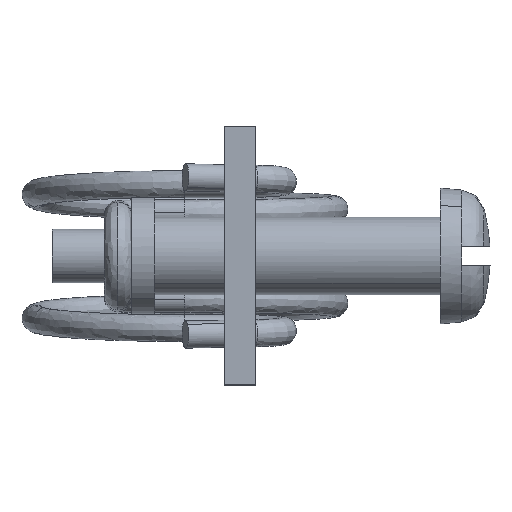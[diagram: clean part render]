
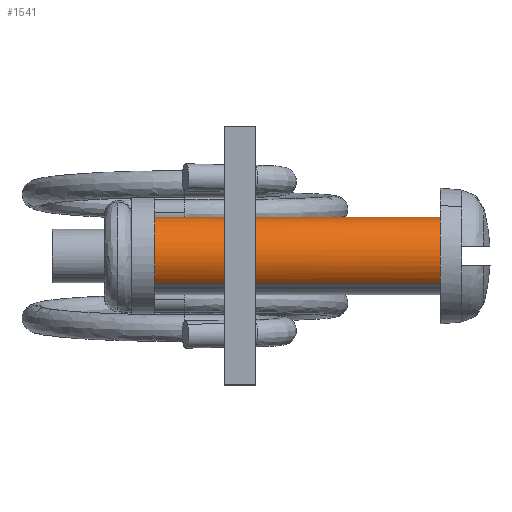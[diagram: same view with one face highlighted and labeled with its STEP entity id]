
A CAD part, top view. The second image highlights one B-rep face of the part: STEP entity #1541.
In plain terms, the highlighted free-form (B-spline) face has degree [2, 1] with [5, 2] control points.
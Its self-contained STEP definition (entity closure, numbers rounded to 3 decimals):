
#813=CARTESIAN_POINT('',(-14.7,-1.402,1.427));
#814=VERTEX_POINT('',#813);
#825=CARTESIAN_POINT('',(-14.7,0.0,2.0));
#826=VERTEX_POINT('',#825);
#827=CARTESIAN_POINT('',(-14.7,0.0,2.0));
#828=CARTESIAN_POINT('',(-14.7,-0.202,2.));
#829=CARTESIAN_POINT('',(-14.7,-0.485,1.957));
#830=CARTESIAN_POINT('',(-14.7,-0.856,1.815));
#831=CARTESIAN_POINT('',(-14.7,-1.133,1.661));
#832=CARTESIAN_POINT('',(-14.7,-1.315,1.512));
#833=CARTESIAN_POINT('',(-14.7,-1.402,1.427));
#834=B_SPLINE_CURVE_WITH_KNOTS('',3,(#827,#828,#829,#830,#831,#832,#833),.UNSPECIFIED.,.F.,.U.,(4,1,1,1,4),(0.,0.607,0.849,1.189,1.553),.UNSPECIFIED.);
#835=EDGE_CURVE('',#826,#814,#834,.T.);
#837=CARTESIAN_POINT('',(-14.7,2.,0.));
#838=VERTEX_POINT('',#837);
#839=CARTESIAN_POINT('',(-14.7,2.,0.));
#840=CARTESIAN_POINT('',(-14.7,2.,0.115));
#841=CARTESIAN_POINT('',(-14.7,1.98,0.344));
#842=CARTESIAN_POINT('',(-14.7,1.89,0.685));
#843=CARTESIAN_POINT('',(-14.7,1.759,0.968));
#844=CARTESIAN_POINT('',(-14.7,1.583,1.235));
#845=CARTESIAN_POINT('',(-14.7,1.374,1.467));
#846=CARTESIAN_POINT('',(-14.7,1.07,1.705));
#847=CARTESIAN_POINT('',(-14.7,0.732,1.875));
#848=CARTESIAN_POINT('',(-14.7,0.36,1.978));
#849=CARTESIAN_POINT('',(-14.7,0.123,2.));
#850=CARTESIAN_POINT('',(-14.7,0.0,2.0));
#851=B_SPLINE_CURVE_WITH_KNOTS('',3,(#839,#840,#841,#842,#843,#844,#845,#846,#847,#848,#849,#850),.UNSPECIFIED.,.F.,.U.,(4,1,1,1,1,1,1,1,1,4),(0.,0.344,0.687,1.055,1.276,1.644,1.988,2.43,2.773,3.142),.UNSPECIFIED.);
#852=EDGE_CURVE('',#838,#826,#851,.T.);
#854=CARTESIAN_POINT('',(-14.7,1.402,-1.427));
#855=VERTEX_POINT('',#854);
#856=CARTESIAN_POINT('',(-14.7,1.402,-1.427));
#857=CARTESIAN_POINT('',(-14.7,1.49,-1.34));
#858=CARTESIAN_POINT('',(-14.7,1.635,-1.168));
#859=CARTESIAN_POINT('',(-14.7,1.825,-0.847));
#860=CARTESIAN_POINT('',(-14.7,1.964,-0.463));
#861=CARTESIAN_POINT('',(-14.7,2.,-0.157));
#862=CARTESIAN_POINT('',(-14.7,2.,0.));
#863=B_SPLINE_CURVE_WITH_KNOTS('',3,(#856,#857,#858,#859,#860,#861,#862),.UNSPECIFIED.,.F.,.U.,(4,1,1,1,4),(0.,0.372,0.67,1.117,1.588),.UNSPECIFIED.);
#864=EDGE_CURVE('',#855,#838,#863,.T.);
#1420=CARTESIAN_POINT('',(0.,1.402,-1.427));
#1421=VERTEX_POINT('',#1420);
#1422=CARTESIAN_POINT('',(0.,1.402,-1.427));
#1423=CARTESIAN_POINT('',(-14.7,1.402,-1.427));
#1424=QUASI_UNIFORM_CURVE('',1,(#1422,#1423),.UNSPECIFIED.,.F.,.U.);
#1425=EDGE_CURVE('',#1421,#855,#1424,.T.);
#1455=CARTESIAN_POINT('',(0.,-1.402,1.427));
#1456=VERTEX_POINT('',#1455);
#1467=CARTESIAN_POINT('',(0.,-1.402,1.427));
#1468=CARTESIAN_POINT('',(-14.7,-1.402,1.427));
#1469=QUASI_UNIFORM_CURVE('',1,(#1467,#1468),.UNSPECIFIED.,.F.,.U.);
#1470=EDGE_CURVE('',#1456,#814,#1469,.T.);
#1477=CARTESIAN_POINT('',(0.368,-1.402,1.427));
#1478=CARTESIAN_POINT('',(0.368,0.025,2.828));
#1479=CARTESIAN_POINT('',(0.368,1.427,1.402));
#1480=CARTESIAN_POINT('',(0.368,2.828,-0.025));
#1481=CARTESIAN_POINT('',(0.368,1.402,-1.427));
#1482=CARTESIAN_POINT('',(-15.077,-1.402,1.427));
#1483=CARTESIAN_POINT('',(-15.077,0.025,2.828));
#1484=CARTESIAN_POINT('',(-15.077,1.427,1.402));
#1485=CARTESIAN_POINT('',(-15.077,2.828,-0.025));
#1486=CARTESIAN_POINT('',(-15.077,1.402,-1.427));
#1494=(BOUNDED_SURFACE()B_SPLINE_SURFACE(2,1,((#1477,#1482),(#1478,#1483),(#1479,#1484),(#1480,#1485),(#1481,#1486)),.UNSPECIFIED.,.F.,.F.,.U.)B_SPLINE_SURFACE_WITH_KNOTS((3,2,3),(2,2),(0.0,3.314,6.627),(0.0,15.444),.UNSPECIFIED.)GEOMETRIC_REPRESENTATION_ITEM()RATIONAL_B_SPLINE_SURFACE(((1.0,1.0),(0.707,0.707),(1.0,1.0),(0.707,0.707),(1.0,1.0)))REPRESENTATION_ITEM('')SURFACE());
#1495=ORIENTED_EDGE('',*,*,#864,.T.);
#1496=ORIENTED_EDGE('',*,*,#852,.T.);
#1497=ORIENTED_EDGE('',*,*,#835,.T.);
#1498=ORIENTED_EDGE('',*,*,#1470,.F.);
#1499=CARTESIAN_POINT('',(0.,0.0,2.0));
#1500=VERTEX_POINT('',#1499);
#1501=CARTESIAN_POINT('',(0.,-1.402,1.427));
#1502=CARTESIAN_POINT('',(0.,-1.327,1.5));
#1503=CARTESIAN_POINT('',(0.,-1.159,1.641));
#1504=CARTESIAN_POINT('',(0.,-0.886,1.802));
#1505=CARTESIAN_POINT('',(0.,-0.502,1.954));
#1506=CARTESIAN_POINT('',(0.,-0.202,2.));
#1507=CARTESIAN_POINT('',(0.,0.0,2.0));
#1508=B_SPLINE_CURVE_WITH_KNOTS('',3,(#1501,#1502,#1503,#1504,#1505,#1506,#1507),.UNSPECIFIED.,.F.,.U.,(4,1,1,1,4),(0.,0.316,0.655,0.947,1.553),.UNSPECIFIED.);
#1509=EDGE_CURVE('',#1456,#1500,#1508,.T.);
#1510=ORIENTED_EDGE('',*,*,#1509,.T.);
#1511=CARTESIAN_POINT('',(0.,2.,0.));
#1512=VERTEX_POINT('',#1511);
#1513=CARTESIAN_POINT('',(0.,0.0,2.0));
#1514=CARTESIAN_POINT('',(0.,0.147,2.));
#1515=CARTESIAN_POINT('',(0.,0.393,1.973));
#1516=CARTESIAN_POINT('',(0.,0.738,1.868));
#1517=CARTESIAN_POINT('',(0.,0.989,1.746));
#1518=CARTESIAN_POINT('',(0.,1.227,1.586));
#1519=CARTESIAN_POINT('',(0.,1.456,1.386));
#1520=CARTESIAN_POINT('',(0.,1.708,1.072));
#1521=CARTESIAN_POINT('',(0.,1.874,0.731));
#1522=CARTESIAN_POINT('',(0.,1.977,0.36));
#1523=CARTESIAN_POINT('',(0.,2.,0.139));
#1524=CARTESIAN_POINT('',(0.,2.,0.));
#1525=B_SPLINE_CURVE_WITH_KNOTS('',3,(#1513,#1514,#1515,#1516,#1517,#1518,#1519,#1520,#1521,#1522,#1523,#1524),.UNSPECIFIED.,.F.,.U.,(4,1,1,1,1,1,1,1,1,4),(0.,0.442,0.736,1.08,1.276,1.595,1.988,2.479,2.724,3.142),.UNSPECIFIED.);
#1526=EDGE_CURVE('',#1500,#1512,#1525,.T.);
#1527=ORIENTED_EDGE('',*,*,#1526,.T.);
#1528=CARTESIAN_POINT('',(0.,2.,0.));
#1529=CARTESIAN_POINT('',(0.,2.,-0.124));
#1530=CARTESIAN_POINT('',(0.,1.979,-0.347));
#1531=CARTESIAN_POINT('',(0.,1.889,-0.684));
#1532=CARTESIAN_POINT('',(0.,1.72,-1.054));
#1533=CARTESIAN_POINT('',(0.,1.532,-1.299));
#1534=CARTESIAN_POINT('',(0.,1.402,-1.427));
#1535=B_SPLINE_CURVE_WITH_KNOTS('',3,(#1528,#1529,#1530,#1531,#1532,#1533,#1534),.UNSPECIFIED.,.F.,.U.,(4,1,1,1,4),(0.,0.372,0.67,1.042,1.588),.UNSPECIFIED.);
#1536=EDGE_CURVE('',#1512,#1421,#1535,.T.);
#1537=ORIENTED_EDGE('',*,*,#1536,.T.);
#1538=ORIENTED_EDGE('',*,*,#1425,.T.);
#1539=EDGE_LOOP('',(#1495,#1496,#1497,#1498,#1510,#1527,#1537,#1538));
#1540=FACE_OUTER_BOUND('',#1539,.T.);
#1541=ADVANCED_FACE('',(#1540),#1494,.T.);
